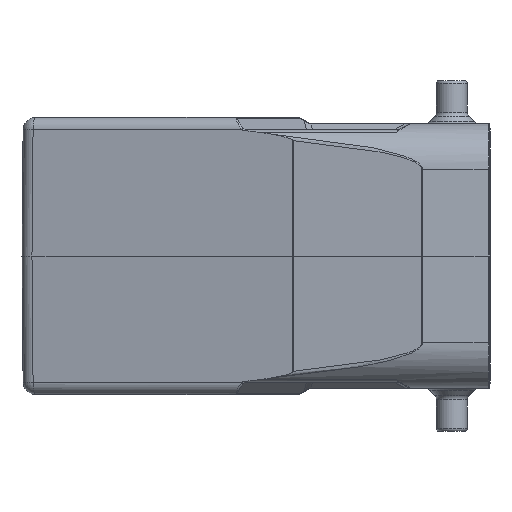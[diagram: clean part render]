
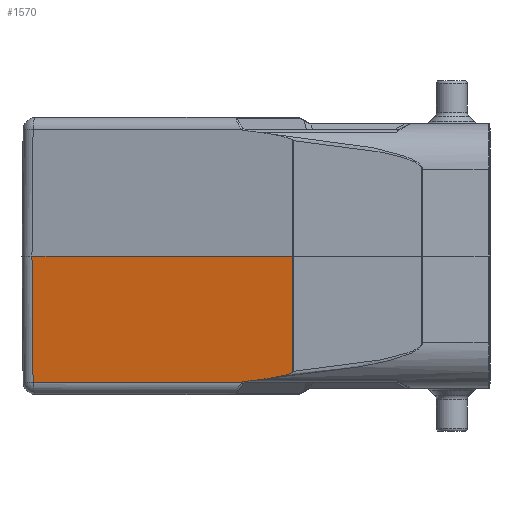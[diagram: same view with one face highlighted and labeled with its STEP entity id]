
A CAD part, left-side view. The second image highlights one B-rep face of the part: STEP entity #1570.
In plain terms, the highlighted planar face has unit normal (-0.982, 0.191, -0.009).
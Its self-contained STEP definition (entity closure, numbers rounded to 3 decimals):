
#305=B_SPLINE_CURVE_WITH_KNOTS('',3,(#17746,#17747,#17748,#17749,#17750,
#17751,#17752,#17753,#17754,#17755),.UNSPECIFIED.,.F.,.F.,(4,3,3,4),(0.,
0.092,0.449,1.),.UNSPECIFIED.);
#995=FACE_OUTER_BOUND('',#2695,.T.);
#1570=ADVANCED_FACE('',(#995),#1864,.T.);
#1864=PLANE('',#10455);
#2062=ELLIPSE('',#10453,10.482,2.);
#2063=ELLIPSE('',#10454,39.308,7.5);
#2695=EDGE_LOOP('',(#5198,#5199,#5200,#5201,#5202,#5203,#5204,#5205));
#5198=ORIENTED_EDGE('',*,*,#7862,.T.);
#5199=ORIENTED_EDGE('',*,*,#7863,.F.);
#5200=ORIENTED_EDGE('',*,*,#7864,.F.);
#5201=ORIENTED_EDGE('',*,*,#7847,.F.);
#5202=ORIENTED_EDGE('',*,*,#7857,.F.);
#5203=ORIENTED_EDGE('',*,*,#7865,.T.);
#5204=ORIENTED_EDGE('',*,*,#7866,.T.);
#5205=ORIENTED_EDGE('',*,*,#7859,.F.);
#6608=VERTEX_POINT('',#17736);
#6609=VERTEX_POINT('',#17745);
#6614=VERTEX_POINT('',#17904);
#6615=VERTEX_POINT('',#17910);
#6617=VERTEX_POINT('',#17913);
#6619=VERTEX_POINT('',#17919);
#6620=VERTEX_POINT('',#17921);
#6621=VERTEX_POINT('',#17924);
#7847=EDGE_CURVE('',#6609,#6608,#305,.T.);
#7857=EDGE_CURVE('',#6614,#6609,#8712,.T.);
#7859=EDGE_CURVE('',#6615,#6617,#8713,.T.);
#7862=EDGE_CURVE('',#6615,#6619,#8715,.T.);
#7863=EDGE_CURVE('',#6620,#6619,#2062,.T.);
#7864=EDGE_CURVE('',#6608,#6620,#2063,.T.);
#7865=EDGE_CURVE('',#6614,#6621,#8716,.T.);
#7866=EDGE_CURVE('',#6621,#6617,#8717,.T.);
#8712=LINE('',#17907,#9448);
#8713=LINE('',#17912,#9449);
#8715=LINE('',#17918,#9451);
#8716=LINE('',#17923,#9452);
#8717=LINE('',#17925,#9453);
#9448=VECTOR('',#12768,1.);
#9449=VECTOR('',#12773,1.);
#9451=VECTOR('',#12779,1.);
#9452=VECTOR('',#12784,1.);
#9453=VECTOR('',#12785,1.);
#10453=AXIS2_PLACEMENT_3D('',#17920,#12780,#12781);
#10454=AXIS2_PLACEMENT_3D('',#17922,#12782,#12783);
#10455=AXIS2_PLACEMENT_3D('',#17926,#12786,#12787);
#12768=DIRECTION('',(0.009,-0.001,-1.));
#12773=DIRECTION('',(0.191,0.982,0.));
#12779=DIRECTION('',(-0.13,-0.634,0.763));
#12780=DIRECTION('',(0.982,-0.191,0.009));
#12781=DIRECTION('',(0.191,0.982,0.002));
#12782=DIRECTION('',(0.982,-0.191,0.009));
#12783=DIRECTION('',(0.191,0.982,0.002));
#12784=DIRECTION('',(0.191,0.982,0.));
#12785=DIRECTION('',(0.007,-0.009,-1.));
#12786=DIRECTION('',(-0.982,0.191,-0.009));
#12787=DIRECTION('',(-0.191,-0.982,0.));
#17736=CARTESIAN_POINT('',(-43.862,3.672,-19.817));
#17745=CARTESIAN_POINT('',(-44.58,0.024,-18.83));
#17746=CARTESIAN_POINT('',(-44.58,0.024,-18.83));
#17747=CARTESIAN_POINT('',(-44.564,0.102,-18.917));
#17748=CARTESIAN_POINT('',(-44.542,0.213,-18.97));
#17749=CARTESIAN_POINT('',(-44.521,0.318,-19.019));
#17750=CARTESIAN_POINT('',(-44.439,0.729,-19.21));
#17751=CARTESIAN_POINT('',(-44.352,1.174,-19.317));
#17752=CARTESIAN_POINT('',(-44.265,1.614,-19.421));
#17753=CARTESIAN_POINT('',(-44.132,2.294,-19.582));
#17754=CARTESIAN_POINT('',(-43.997,2.982,-19.707));
#17755=CARTESIAN_POINT('',(-43.862,3.672,-19.817));
#17904=CARTESIAN_POINT('',(-44.743,0.048,0.));
#17907=CARTESIAN_POINT('',(-44.743,0.048,0.003));
#17910=CARTESIAN_POINT('',(-42.957,8.295,-20.517));
#17912=CARTESIAN_POINT('',(-42.957,8.295,-20.517));
#17913=CARTESIAN_POINT('',(-36.366,42.203,-20.517));
#17918=CARTESIAN_POINT('',(-46.306,-8.036,-0.864));
#17919=CARTESIAN_POINT('',(-42.981,8.178,-20.377));
#17920=CARTESIAN_POINT('',(-42.29,11.82,-18.5));
#17921=CARTESIAN_POINT('',(-43.44,5.83,-20.136));
#17922=CARTESIAN_POINT('',(-39.128,28.295,-14.));
#17923=CARTESIAN_POINT('',(-44.742,0.05,0.));
#17924=CARTESIAN_POINT('',(-36.514,42.382,0.));
#17925=CARTESIAN_POINT('',(-36.514,42.382,0.));
#17926=CARTESIAN_POINT('',(-46.119,-7.035,0.));
